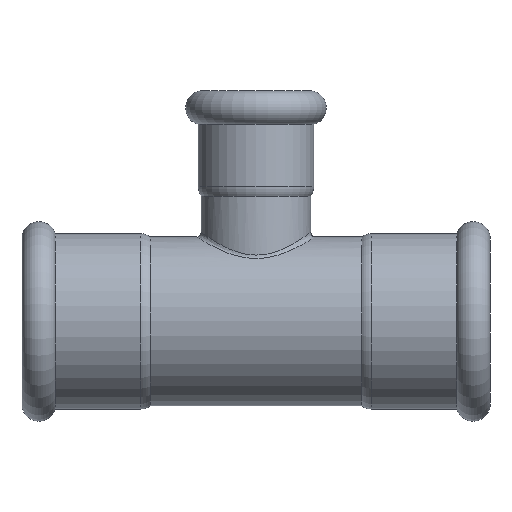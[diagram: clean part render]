
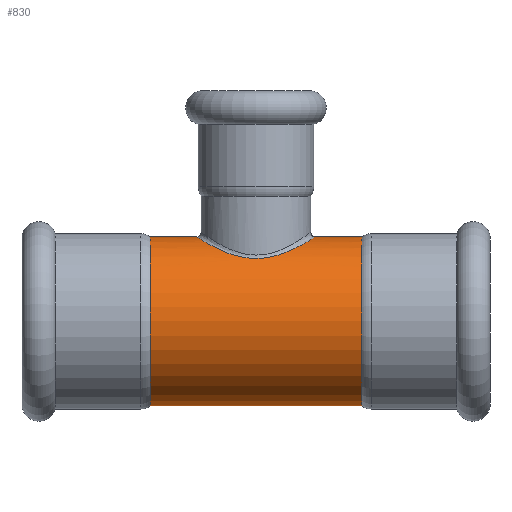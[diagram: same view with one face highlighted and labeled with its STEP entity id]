
A CAD part, front view. The second image highlights one B-rep face of the part: STEP entity #830.
In plain terms, the highlighted cylindrical face has radius 18.5 mm (diameter 37 mm), a full revolution.
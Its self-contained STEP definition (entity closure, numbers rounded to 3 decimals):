
#20=B_SPLINE_CURVE_WITH_KNOTS('',3,(#1798,#1799,#1800,#1801,#1802,#1803,
#1804,#1805,#1806,#1807,#1808,#1809,#1810,#1811,#1812,#1813,#1814,#1815,
#1816,#1817,#1818,#1819,#1820),.UNSPECIFIED.,.T.,.F.,(4,1,1,1,1,1,1,1,1,
1,1,1,1,1,1,1,1,1,1,1,4),(-7.512,-7.244,-6.975,
-6.439,-5.902,-5.634,-5.366,
-4.65,-4.293,-3.935,-3.577,
-3.488,-3.219,-2.862,-2.146,
-1.789,-1.073,-0.939,-0.537,
-0.268,0.),.UNSPECIFIED.);
#28=FACE_BOUND('',#157,.T.);
#45=LINE('',#1832,#67);
#67=VECTOR('',#1235,18.5);
#86=CYLINDRICAL_SURFACE('',#965,18.5);
#116=FACE_OUTER_BOUND('',#156,.T.);
#156=EDGE_LOOP('',(#687,#688,#689,#690,#691,#692,#693,#694));
#157=EDGE_LOOP('',(#695));
#249=CIRCLE('',#966,18.5);
#250=CIRCLE('',#967,18.5);
#251=CIRCLE('',#968,18.5);
#252=CIRCLE('',#969,18.5);
#253=CIRCLE('',#970,18.5);
#254=CIRCLE('',#971,18.5);
#351=VERTEX_POINT('',#1767);
#355=VERTEX_POINT('',#1826);
#356=VERTEX_POINT('',#1827);
#357=VERTEX_POINT('',#1829);
#358=VERTEX_POINT('',#1831);
#359=VERTEX_POINT('',#1833);
#360=VERTEX_POINT('',#1835);
#476=EDGE_CURVE('',#351,#351,#20,.T.);
#479=EDGE_CURVE('',#355,#356,#249,.T.);
#480=EDGE_CURVE('',#357,#355,#250,.T.);
#481=EDGE_CURVE('',#357,#358,#45,.T.);
#482=EDGE_CURVE('',#358,#359,#251,.T.);
#483=EDGE_CURVE('',#359,#360,#252,.T.);
#484=EDGE_CURVE('',#360,#358,#253,.T.);
#485=EDGE_CURVE('',#356,#357,#254,.T.);
#687=ORIENTED_EDGE('',*,*,#479,.F.);
#688=ORIENTED_EDGE('',*,*,#480,.F.);
#689=ORIENTED_EDGE('',*,*,#481,.T.);
#690=ORIENTED_EDGE('',*,*,#482,.T.);
#691=ORIENTED_EDGE('',*,*,#483,.T.);
#692=ORIENTED_EDGE('',*,*,#484,.T.);
#693=ORIENTED_EDGE('',*,*,#481,.F.);
#694=ORIENTED_EDGE('',*,*,#485,.F.);
#695=ORIENTED_EDGE('',*,*,#476,.F.);
#830=ADVANCED_FACE('',(#116,#28),#86,.T.);
#965=AXIS2_PLACEMENT_3D('',#1825,#1229,#1230);
#966=AXIS2_PLACEMENT_3D('',#1828,#1231,#1232);
#967=AXIS2_PLACEMENT_3D('',#1830,#1233,#1234);
#968=AXIS2_PLACEMENT_3D('',#1834,#1236,#1237);
#969=AXIS2_PLACEMENT_3D('',#1836,#1238,#1239);
#970=AXIS2_PLACEMENT_3D('',#1837,#1240,#1241);
#971=AXIS2_PLACEMENT_3D('',#1838,#1242,#1243);
#1229=DIRECTION('center_axis',(1.,0.,0.));
#1230=DIRECTION('ref_axis',(0.,1.,0.));
#1231=DIRECTION('center_axis',(1.,0.,0.));
#1232=DIRECTION('ref_axis',(0.,1.,0.));
#1233=DIRECTION('center_axis',(1.,0.,0.));
#1234=DIRECTION('ref_axis',(0.,1.,0.));
#1235=DIRECTION('',(-1.,0.,0.));
#1236=DIRECTION('center_axis',(1.,0.,0.));
#1237=DIRECTION('ref_axis',(0.,1.,0.));
#1238=DIRECTION('center_axis',(1.,0.,0.));
#1239=DIRECTION('ref_axis',(0.,1.,0.));
#1240=DIRECTION('center_axis',(1.,0.,0.));
#1241=DIRECTION('ref_axis',(0.,1.,0.));
#1242=DIRECTION('center_axis',(1.,0.,0.));
#1243=DIRECTION('ref_axis',(0.,1.,0.));
#1767=CARTESIAN_POINT('',(0.,12.333,13.789));
#1798=CARTESIAN_POINT('Ctrl Pts',(0.,12.333,13.789));
#1799=CARTESIAN_POINT('Ctrl Pts',(-1.007,12.333,13.789));
#1800=CARTESIAN_POINT('Ctrl Pts',(-3.019,12.11,13.995));
#1801=CARTESIAN_POINT('Ctrl Pts',(-6.69,10.839,15.045));
#1802=CARTESIAN_POINT('Ctrl Pts',(-10.408,8.034,16.891));
#1803=CARTESIAN_POINT('Ctrl Pts',(-12.643,3.824,18.275));
#1804=CARTESIAN_POINT('Ctrl Pts',(-13.12,0.003,
18.574));
#1805=CARTESIAN_POINT('Ctrl Pts',(-12.56,-4.474,18.229));
#1806=CARTESIAN_POINT('Ctrl Pts',(-9.976,-8.523,16.606));
#1807=CARTESIAN_POINT('Ctrl Pts',(-5.824,-11.218,14.751));
#1808=CARTESIAN_POINT('Ctrl Pts',(-2.059,-12.382,13.754));
#1809=CARTESIAN_POINT('Ctrl Pts',(1.028,-12.38,13.747));
#1810=CARTESIAN_POINT('Ctrl Pts',(3.629,-11.898,14.172));
#1811=CARTESIAN_POINT('Ctrl Pts',(6.084,-11.05,14.863));
#1812=CARTESIAN_POINT('Ctrl Pts',(9.975,-8.519,16.61));
#1813=CARTESIAN_POINT('Ctrl Pts',(12.736,-4.21,18.332));
#1814=CARTESIAN_POINT('Ctrl Pts',(13.285,2.292,18.686));
#1815=CARTESIAN_POINT('Ctrl Pts',(11.502,6.344,17.534));
#1816=CARTESIAN_POINT('Ctrl Pts',(8.547,9.425,15.967));
#1817=CARTESIAN_POINT('Ctrl Pts',(6.232,11.007,14.913));
#1818=CARTESIAN_POINT('Ctrl Pts',(3.019,12.106,13.995));
#1819=CARTESIAN_POINT('Ctrl Pts',(1.007,12.333,13.789));
#1820=CARTESIAN_POINT('Ctrl Pts',(0.,12.333,
13.789));
#1825=CARTESIAN_POINT('Origin',(18.55,0.,0.));
#1826=CARTESIAN_POINT('',(23.15,18.5,0.));
#1827=CARTESIAN_POINT('',(23.15,0.,18.5));
#1828=CARTESIAN_POINT('Origin',(23.15,0.,0.));
#1829=CARTESIAN_POINT('',(23.15,-18.5,0.));
#1830=CARTESIAN_POINT('Origin',(23.15,0.,0.));
#1831=CARTESIAN_POINT('',(-23.15,-18.5,0.));
#1832=CARTESIAN_POINT('',(18.55,-18.5,0.));
#1833=CARTESIAN_POINT('',(-23.15,18.5,0.));
#1834=CARTESIAN_POINT('Origin',(-23.15,0.,0.));
#1835=CARTESIAN_POINT('',(-23.15,0.,18.5));
#1836=CARTESIAN_POINT('Origin',(-23.15,0.,0.));
#1837=CARTESIAN_POINT('Origin',(-23.15,0.,0.));
#1838=CARTESIAN_POINT('Origin',(23.15,0.,0.));
